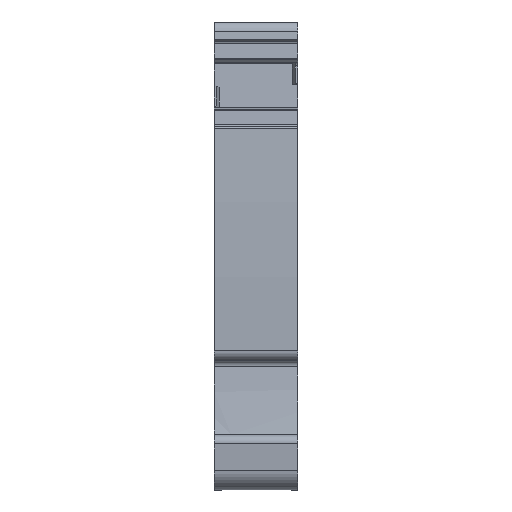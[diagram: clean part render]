
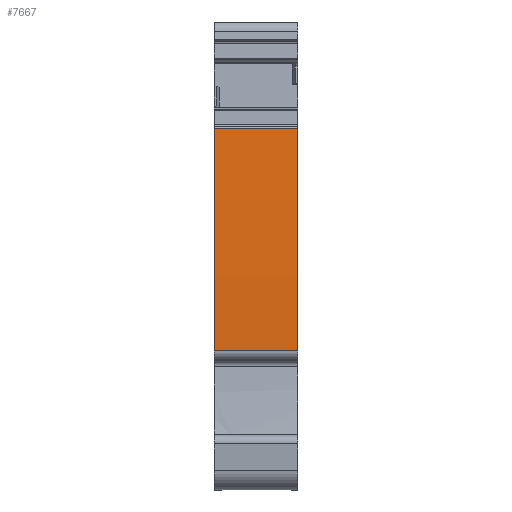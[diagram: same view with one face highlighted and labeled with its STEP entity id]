
A CAD part, front view. The second image highlights one B-rep face of the part: STEP entity #7667.
In plain terms, the highlighted cylindrical face has radius 250 mm (diameter 500 mm), a partial arc.
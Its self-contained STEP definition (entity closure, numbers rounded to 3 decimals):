
#6747=AXIS2_PLACEMENT_3D('Cylinder Axis2P3D',#6744,#6745,#6746) ;
#7653=AXIS2_PLACEMENT_3D('Circle Axis2P3D',#7651,#7652,$) ;
#7658=AXIS2_PLACEMENT_3D('Circle Axis2P3D',#7656,#7657,$) ;
#6744=CARTESIAN_POINT('Axis2P3D Location',(4.,251.506,17.05)) ;
#7615=CARTESIAN_POINT('Line Origine',(4.,2.144,34.893)) ;
#7619=CARTESIAN_POINT('Vertex',(0.,2.144,34.893)) ;
#7621=CARTESIAN_POINT('Vertex',(8.05,2.144,34.893)) ;
#7642=CARTESIAN_POINT('Line Origine',(4.,1.532,13.436)) ;
#7646=CARTESIAN_POINT('Vertex',(0.,1.532,13.436)) ;
#7648=CARTESIAN_POINT('Vertex',(8.05,1.532,13.436)) ;
#7651=CARTESIAN_POINT('Axis2P3D Location',(8.05,251.506,17.05)) ;
#7656=CARTESIAN_POINT('Axis2P3D Location',(0.,251.506,17.05)) ;
#6745=DIRECTION('Axis2P3D Direction',(1.,0.,0.)) ;
#6746=DIRECTION('Axis2P3D XDirection',(0.,-0.994,0.109)) ;
#7616=DIRECTION('Vector Direction',(1.,0.,0.)) ;
#7643=DIRECTION('Vector Direction',(1.,0.,0.)) ;
#7652=DIRECTION('Axis2P3D Direction',(1.,0.,0.)) ;
#7657=DIRECTION('Axis2P3D Direction',(1.,0.,0.)) ;
#7617=VECTOR('Line Direction',#7616,1.) ;
#7644=VECTOR('Line Direction',#7643,1.) ;
#7662=ORIENTED_EDGE('',*,*,#7650,.T.) ;
#7663=ORIENTED_EDGE('',*,*,#7655,.F.) ;
#7664=ORIENTED_EDGE('',*,*,#7623,.F.) ;
#7665=ORIENTED_EDGE('',*,*,#7660,.F.) ;
#7667=ADVANCED_FACE('PartBody',(#7666),#6748,.T.) ;
#7654=CIRCLE('generated circle',#7653,250.) ;
#7659=CIRCLE('generated circle',#7658,250.) ;
#6748=CYLINDRICAL_SURFACE('generated cylinder',#6747,250.) ;
#7623=EDGE_CURVE('',#7620,#7622,#7618,.T.) ;
#7650=EDGE_CURVE('',#7647,#7649,#7645,.T.) ;
#7655=EDGE_CURVE('',#7622,#7649,#7654,.T.) ;
#7660=EDGE_CURVE('',#7647,#7620,#7659,.F.) ;
#7661=EDGE_LOOP('',(#7662,#7663,#7664,#7665)) ;
#7666=FACE_OUTER_BOUND('',#7661,.T.) ;
#7618=LINE('Line',#7615,#7617) ;
#7645=LINE('Line',#7642,#7644) ;
#7620=VERTEX_POINT('',#7619) ;
#7622=VERTEX_POINT('',#7621) ;
#7647=VERTEX_POINT('',#7646) ;
#7649=VERTEX_POINT('',#7648) ;
